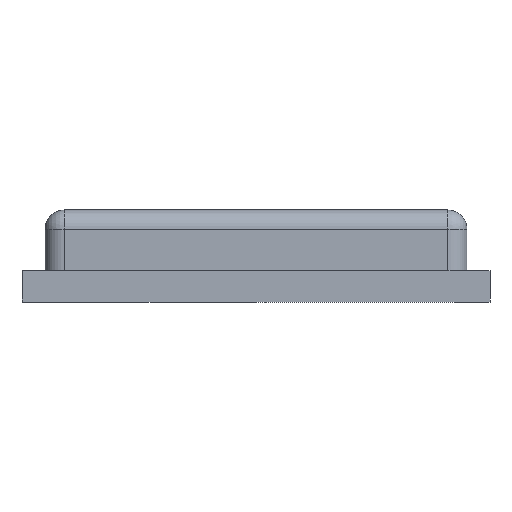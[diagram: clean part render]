
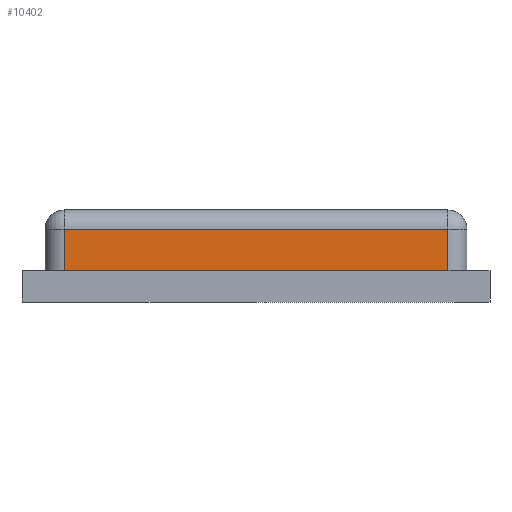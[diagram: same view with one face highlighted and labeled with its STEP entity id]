
A CAD part, front view. The second image highlights one B-rep face of the part: STEP entity #10402.
In plain terms, the highlighted planar face has unit normal (0, -1, 0).
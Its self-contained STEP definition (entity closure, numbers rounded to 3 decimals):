
#9441 = VERTEX_POINT('',#9442);
#9442 = CARTESIAN_POINT('',(5.,-7.5,1.9));
#9451 = VERTEX_POINT('',#9452);
#9452 = CARTESIAN_POINT('',(-5.,-7.5,1.9));
#9459 = EDGE_CURVE('',#9451,#9441,#9460,.T.);
#9460 = LINE('',#9461,#9462);
#9461 = CARTESIAN_POINT('',(-5.,-7.5,1.9));
#9462 = VECTOR('',#9463,1.);
#9463 = DIRECTION('',(1.,0.,0.));
#10402 = ADVANCED_FACE('',(#10403),#10428,.T.);
#10403 = FACE_BOUND('',#10404,.T.);
#10404 = EDGE_LOOP('',(#10405,#10413,#10414,#10422));
#10405 = ORIENTED_EDGE('',*,*,#10406,.T.);
#10406 = EDGE_CURVE('',#10407,#9441,#10409,.T.);
#10407 = VERTEX_POINT('',#10408);
#10408 = CARTESIAN_POINT('',(5.,-7.5,0.82));
#10409 = LINE('',#10410,#10411);
#10410 = CARTESIAN_POINT('',(5.,-7.5,0.82));
#10411 = VECTOR('',#10412,1.);
#10412 = DIRECTION('',(0.,0.,1.));
#10413 = ORIENTED_EDGE('',*,*,#9459,.F.);
#10414 = ORIENTED_EDGE('',*,*,#10415,.F.);
#10415 = EDGE_CURVE('',#10416,#9451,#10418,.T.);
#10416 = VERTEX_POINT('',#10417);
#10417 = CARTESIAN_POINT('',(-5.,-7.5,0.82));
#10418 = LINE('',#10419,#10420);
#10419 = CARTESIAN_POINT('',(-5.,-7.5,0.82));
#10420 = VECTOR('',#10421,1.);
#10421 = DIRECTION('',(0.,0.,1.));
#10422 = ORIENTED_EDGE('',*,*,#10423,.T.);
#10423 = EDGE_CURVE('',#10416,#10407,#10424,.T.);
#10424 = LINE('',#10425,#10426);
#10425 = CARTESIAN_POINT('',(-5.,-7.5,0.82));
#10426 = VECTOR('',#10427,1.);
#10427 = DIRECTION('',(1.,0.,0.));
#10428 = PLANE('',#10429);
#10429 = AXIS2_PLACEMENT_3D('',#10430,#10431,#10432);
#10430 = CARTESIAN_POINT('',(-5.5,-7.5,0.82));
#10431 = DIRECTION('',(0.,-1.,0.));
#10432 = DIRECTION('',(1.,0.,0.));
